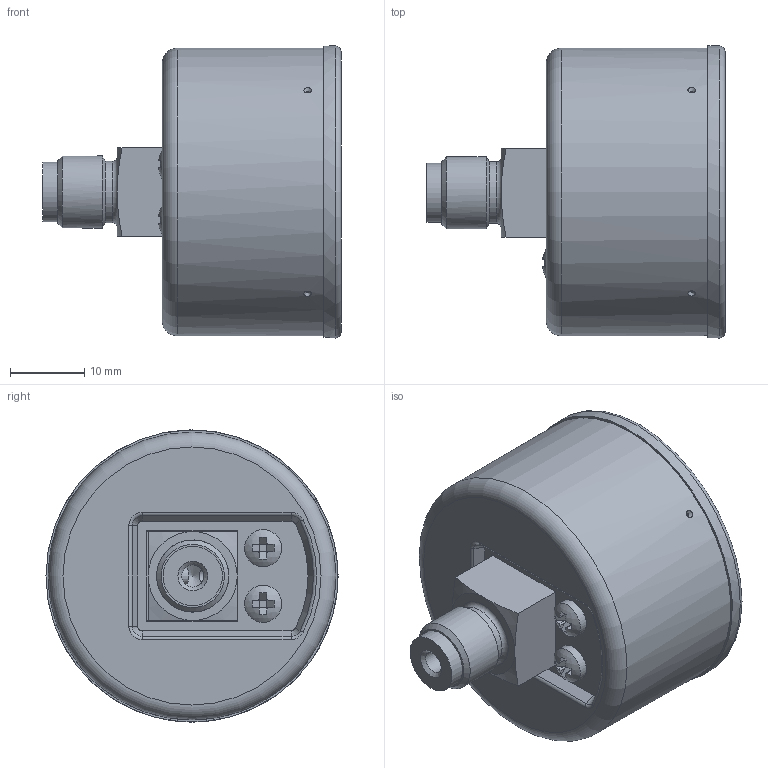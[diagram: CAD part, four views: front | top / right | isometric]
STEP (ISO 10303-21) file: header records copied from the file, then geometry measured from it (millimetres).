
FILE_DESCRIPTION(/* description */ (''),/* implementation_level */ '2;1');
FILE_NAME(/* name */ 'M3A-40 steel.stp',/* time_stamp */ '2020-11-06T11:22:53+02:00',/* author */ ('georgib'),/* organization */ (''),/* preprocessor_version */ 'ST-DEVELOPER v18',/* originating_system */ 'Autodesk Inventor 2020',/* authorisation */ '');
FILE_SCHEMA (('AUTOMOTIVE_DESIGN { 1 0 10303 214 3 1 1 }'));
Length unit declared in the file: millimetre
Products named in the file (1): M3A-40 steel
Bounding box: 40.2 x 39.4 x 39.4 mm (x, y, z)
Volume: 10021.7 mm3; surface area: 14909.7 mm2
Topology: 2 solids, 4 shells, 536 faces, 1412 edges, 944 vertices
Faces by surface type: plane 307, bspline 89, cylinder 72, cone 41, torus 21, sphere 6
Full cylindrical faces by diameter (mm): 1.135 x1, 1.8 x3, 2 x2, 2.113 x2, 2.2 x2, 2.3 x2, 2.4 x4, 2.5 x1, 2.6 x4, 2.8 x2, 3 x1, 4 x1, 4.5 x2, 5 x4, 8 x1, 8.3 x1, 9.73 x1, 34.3 x1, 37.2 x1, 38.8 x1, 39.4 x1
Entity records: 18133 total; most frequent: CARTESIAN_POINT 4576, ORIENTED_EDGE 2808, DIRECTION 2417, EDGE_CURVE 1404, VERTEX_POINT 944, LINE 841, VECTOR 841, AXIS2_PLACEMENT_3D 788
